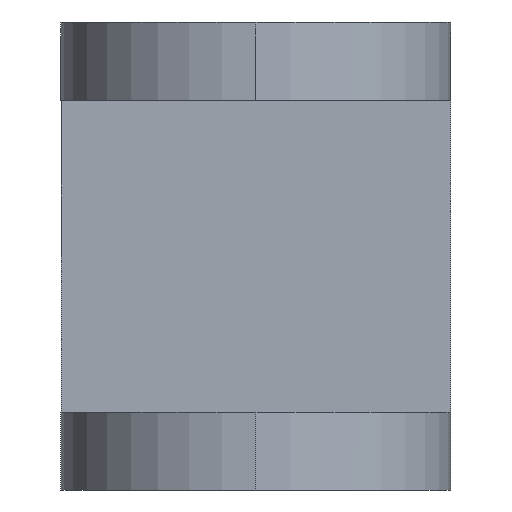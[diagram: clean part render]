
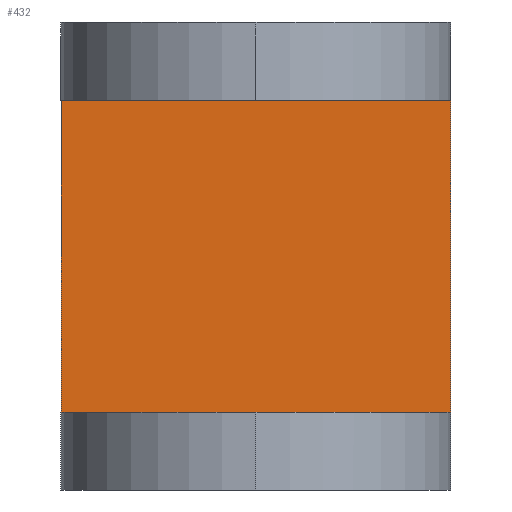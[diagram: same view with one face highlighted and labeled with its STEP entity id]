
A CAD part, left-side view. The second image highlights one B-rep face of the part: STEP entity #432.
In plain terms, the highlighted planar face has unit normal (-1, 0, 0).
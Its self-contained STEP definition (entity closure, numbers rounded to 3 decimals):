
#6 = LINE ( 'NONE', #217, #147 ) ;
#20 = EDGE_CURVE ( 'NONE', #130, #233, #71, .T. ) ;
#36 = DIRECTION ( 'NONE',  ( 0., 0., 1. ) ) ;
#40 = LINE ( 'NONE', #199, #654 ) ;
#71 = LINE ( 'NONE', #630, #184 ) ;
#109 = DIRECTION ( 'NONE',  ( 0., -1., 0. ) ) ;
#120 = EDGE_CURVE ( 'NONE', #353, #128, #264, .T. ) ;
#128 = VERTEX_POINT ( 'NONE', #315 ) ;
#130 = VERTEX_POINT ( 'NONE', #374 ) ;
#131 = EDGE_CURVE ( 'NONE', #233, #353, #6, .T. ) ;
#135 = DIRECTION ( 'NONE',  ( -1., 0., 0. ) ) ;
#138 = CARTESIAN_POINT ( 'NONE',  ( 15., 12.5, -10. ) ) ;
#147 = VECTOR ( 'NONE', #427, 1000. ) ;
#184 = VECTOR ( 'NONE', #435, 1000. ) ;
#199 = CARTESIAN_POINT ( 'NONE',  ( 15., -12.5, 10. ) ) ;
#217 = CARTESIAN_POINT ( 'NONE',  ( 15., 12.5, 10. ) ) ;
#233 = VERTEX_POINT ( 'NONE', #138 ) ;
#251 = ORIENTED_EDGE ( 'NONE', *, *, #20, .F. ) ;
#264 = LINE ( 'NONE', #484, #517 ) ;
#286 = PLANE ( 'NONE',  #590 ) ;
#315 = CARTESIAN_POINT ( 'NONE',  ( 15., -12.5, 10. ) ) ;
#353 = VERTEX_POINT ( 'NONE', #392 ) ;
#374 = CARTESIAN_POINT ( 'NONE',  ( 15., -12.5, -10. ) ) ;
#389 = ORIENTED_EDGE ( 'NONE', *, *, #120, .F. ) ;
#392 = CARTESIAN_POINT ( 'NONE',  ( 15., 12.5, 10. ) ) ;
#400 = ORIENTED_EDGE ( 'NONE', *, *, #131, .F. ) ;
#409 = DIRECTION ( 'NONE',  ( 0., 0., -1. ) ) ;
#427 = DIRECTION ( 'NONE',  ( 0., 0., 1. ) ) ;
#432 = ADVANCED_FACE ( 'NONE', ( #596 ), #286, .T. ) ;
#435 = DIRECTION ( 'NONE',  ( 0., 1., 0. ) ) ;
#448 = ORIENTED_EDGE ( 'NONE', *, *, #538, .F. ) ;
#484 = CARTESIAN_POINT ( 'NONE',  ( 15., -12.5, 10. ) ) ;
#517 = VECTOR ( 'NONE', #109, 1000. ) ;
#538 = EDGE_CURVE ( 'NONE', #128, #130, #40, .T. ) ;
#541 = CARTESIAN_POINT ( 'NONE',  ( 15., 0., 0. ) ) ;
#590 = AXIS2_PLACEMENT_3D ( 'NONE', #541, #135, #36 ) ;
#596 = FACE_OUTER_BOUND ( 'NONE', #637, .T. ) ;
#630 = CARTESIAN_POINT ( 'NONE',  ( 15., -12.5, -10. ) ) ;
#637 = EDGE_LOOP ( 'NONE', ( #251, #448, #389, #400 ) ) ;
#654 = VECTOR ( 'NONE', #409, 1000. ) ;
